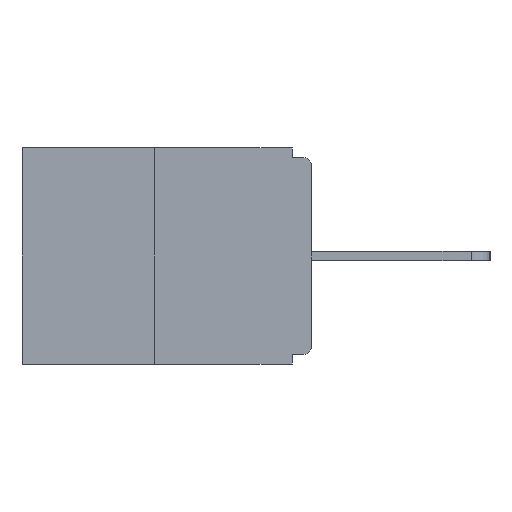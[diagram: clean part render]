
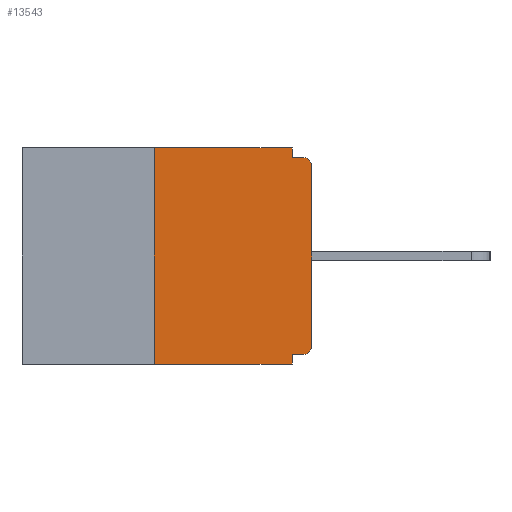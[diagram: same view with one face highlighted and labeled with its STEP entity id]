
A CAD part, left-side view. The second image highlights one B-rep face of the part: STEP entity #13543.
In plain terms, the highlighted planar face has unit normal (-1, 0, 0).
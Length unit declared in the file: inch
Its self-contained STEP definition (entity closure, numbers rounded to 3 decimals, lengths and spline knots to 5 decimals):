
#189 = DIRECTION ( 'NONE',  ( 0., -1., 0. ) ) ;
#430 = EDGE_LOOP ( 'NONE', ( #8587, #17927, #5478, #1755, #5442, #18594, #6817, #10276, #13857, #5441 ) ) ;
#530 = VERTEX_POINT ( 'NONE', #2985 ) ;
#557 = VERTEX_POINT ( 'NONE', #17652 ) ;
#631 = DIRECTION ( 'NONE',  ( -1., 0., 0. ) ) ;
#1006 = VECTOR ( 'NONE', #19254, 39.37008 ) ;
#1755 = ORIENTED_EDGE ( 'NONE', *, *, #15454, .F. ) ;
#1780 = VECTOR ( 'NONE', #189, 39.37008 ) ;
#2112 = EDGE_CURVE ( 'NONE', #11181, #530, #19043, .T. ) ;
#2286 = CARTESIAN_POINT ( 'NONE',  ( 0., 0.25, 0. ) ) ;
#2308 = CARTESIAN_POINT ( 'NONE',  ( 0., 0., -0.015 ) ) ;
#2496 = DIRECTION ( 'NONE',  ( 0., 0., -1. ) ) ;
#2985 = CARTESIAN_POINT ( 'NONE',  ( 0., 0., -0.313 ) ) ;
#3242 = CARTESIAN_POINT ( 'NONE',  ( 0., 0.031, -0.343 ) ) ;
#3332 = VECTOR ( 'NONE', #15696, 39.37008 ) ;
#3534 = CARTESIAN_POINT ( 'NONE',  ( 0., 0.015, -0.328 ) ) ;
#3667 = CIRCLE ( 'NONE', #19232, 0.015 ) ;
#3743 = LINE ( 'NONE', #16558, #14911 ) ;
#4048 = DIRECTION ( 'NONE',  ( 0., 0., 1. ) ) ;
#4144 = CARTESIAN_POINT ( 'NONE',  ( 0., 0.031, -0.015 ) ) ;
#4519 = DIRECTION ( 'NONE',  ( -1., 0., 0. ) ) ;
#4578 = EDGE_CURVE ( 'NONE', #11181, #16643, #8450, .T. ) ;
#4607 = EDGE_CURVE ( 'NONE', #8857, #16999, #14580, .T. ) ;
#4904 = CARTESIAN_POINT ( 'NONE',  ( 0., 0.031, -0.328 ) ) ;
#5187 = DIRECTION ( 'NONE',  ( 0., 0., -1. ) ) ;
#5325 = VECTOR ( 'NONE', #9594, 39.37008 ) ;
#5441 = ORIENTED_EDGE ( 'NONE', *, *, #7369, .F. ) ;
#5442 = ORIENTED_EDGE ( 'NONE', *, *, #4578, .F. ) ;
#5478 = ORIENTED_EDGE ( 'NONE', *, *, #4607, .T. ) ;
#5936 = EDGE_CURVE ( 'NONE', #7388, #12979, #17981, .T. ) ;
#6732 = CARTESIAN_POINT ( 'NONE',  ( 0., 0.015, -0.03 ) ) ;
#6785 = CARTESIAN_POINT ( 'NONE',  ( 0., 0., -0.328 ) ) ;
#6817 = ORIENTED_EDGE ( 'NONE', *, *, #18519, .T. ) ;
#6966 = EDGE_CURVE ( 'NONE', #15180, #557, #10154, .T. ) ;
#7281 = VERTEX_POINT ( 'NONE', #12957 ) ;
#7369 = EDGE_CURVE ( 'NONE', #12979, #15180, #16659, .T. ) ;
#7388 = VERTEX_POINT ( 'NONE', #2286 ) ;
#7865 = AXIS2_PLACEMENT_3D ( 'NONE', #20320, #12855, #9420 ) ;
#7969 = VECTOR ( 'NONE', #9699, 39.37008 ) ;
#8151 = CARTESIAN_POINT ( 'NONE',  ( 0., 0.031, 0. ) ) ;
#8450 = LINE ( 'NONE', #6785, #5325 ) ;
#8587 = ORIENTED_EDGE ( 'NONE', *, *, #5936, .F. ) ;
#8857 = VERTEX_POINT ( 'NONE', #18420 ) ;
#9272 = CARTESIAN_POINT ( 'NONE',  ( 0., 0.25, 0. ) ) ;
#9420 = DIRECTION ( 'NONE',  ( 0., 0., -1. ) ) ;
#9594 = DIRECTION ( 'NONE',  ( 0., 1., 0. ) ) ;
#9699 = DIRECTION ( 'NONE',  ( 0., -1., 0. ) ) ;
#10090 = AXIS2_PLACEMENT_3D ( 'NONE', #18712, #4519, #17153 ) ;
#10154 = LINE ( 'NONE', #2308, #18332 ) ;
#10276 = ORIENTED_EDGE ( 'NONE', *, *, #17166, .T. ) ;
#11181 = VERTEX_POINT ( 'NONE', #3534 ) ;
#11575 = LINE ( 'NONE', #17591, #1006 ) ;
#12455 = DIRECTION ( 'NONE',  ( 0., -1., 0. ) ) ;
#12743 = VECTOR ( 'NONE', #2496, 39.37008 ) ;
#12855 = DIRECTION ( 'NONE',  ( 1., 0., 0. ) ) ;
#12957 = CARTESIAN_POINT ( 'NONE',  ( 0., 0., -0.03 ) ) ;
#12979 = VERTEX_POINT ( 'NONE', #8151 ) ;
#13543 = ADVANCED_FACE ( 'NONE', ( #17514 ), #15542, .F. ) ;
#13857 = ORIENTED_EDGE ( 'NONE', *, *, #6966, .F. ) ;
#14580 = LINE ( 'NONE', #16209, #7969 ) ;
#14911 = VECTOR ( 'NONE', #4048, 39.37008 ) ;
#15121 = CARTESIAN_POINT ( 'NONE',  ( 0., 0.031, 0. ) ) ;
#15180 = VERTEX_POINT ( 'NONE', #4144 ) ;
#15454 = EDGE_CURVE ( 'NONE', #16643, #16999, #11575, .T. ) ;
#15542 = PLANE ( 'NONE',  #7865 ) ;
#15696 = DIRECTION ( 'NONE',  ( 0., 0., 1. ) ) ;
#15728 = EDGE_CURVE ( 'NONE', #8857, #7388, #19023, .T. ) ;
#16209 = CARTESIAN_POINT ( 'NONE',  ( 0., 0.46, -0.343 ) ) ;
#16212 = CARTESIAN_POINT ( 'NONE',  ( 0., 0.46, 0. ) ) ;
#16558 = CARTESIAN_POINT ( 'NONE',  ( 0., 0., 0. ) ) ;
#16643 = VERTEX_POINT ( 'NONE', #4904 ) ;
#16659 = LINE ( 'NONE', #15121, #12743 ) ;
#16999 = VERTEX_POINT ( 'NONE', #3242 ) ;
#17153 = DIRECTION ( 'NONE',  ( 0., 0., -1. ) ) ;
#17166 = EDGE_CURVE ( 'NONE', #7281, #557, #3667, .T. ) ;
#17514 = FACE_OUTER_BOUND ( 'NONE', #430, .T. ) ;
#17591 = CARTESIAN_POINT ( 'NONE',  ( 0., 0.031, -0.343 ) ) ;
#17652 = CARTESIAN_POINT ( 'NONE',  ( 0., 0.015, -0.015 ) ) ;
#17927 = ORIENTED_EDGE ( 'NONE', *, *, #15728, .F. ) ;
#17981 = LINE ( 'NONE', #16212, #1780 ) ;
#18332 = VECTOR ( 'NONE', #12455, 39.37008 ) ;
#18420 = CARTESIAN_POINT ( 'NONE',  ( 0., 0.25, -0.343 ) ) ;
#18519 = EDGE_CURVE ( 'NONE', #530, #7281, #3743, .T. ) ;
#18594 = ORIENTED_EDGE ( 'NONE', *, *, #2112, .T. ) ;
#18712 = CARTESIAN_POINT ( 'NONE',  ( 0., 0.015, -0.313 ) ) ;
#19023 = LINE ( 'NONE', #9272, #3332 ) ;
#19043 = CIRCLE ( 'NONE', #10090, 0.015 ) ;
#19232 = AXIS2_PLACEMENT_3D ( 'NONE', #6732, #631, #5187 ) ;
#19254 = DIRECTION ( 'NONE',  ( 0., 0., -1. ) ) ;
#20320 = CARTESIAN_POINT ( 'NONE',  ( 0., 0.46, 0. ) ) ;
